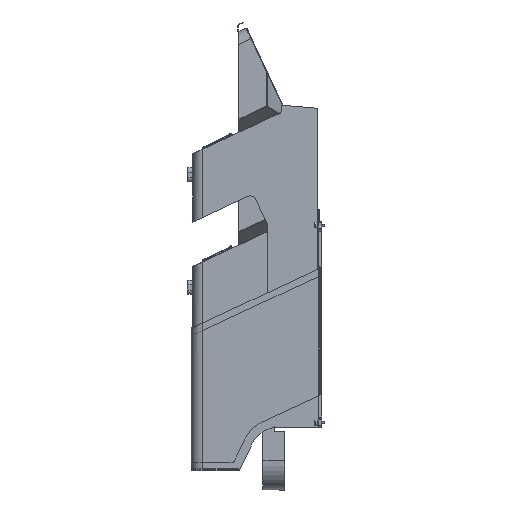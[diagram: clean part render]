
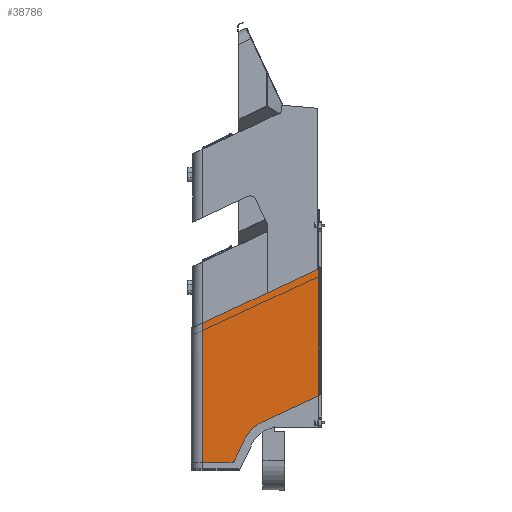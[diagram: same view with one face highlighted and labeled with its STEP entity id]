
A CAD part, left-side view. The second image highlights one B-rep face of the part: STEP entity #38786.
In plain terms, the highlighted planar face has unit normal (-1, 0, 0).
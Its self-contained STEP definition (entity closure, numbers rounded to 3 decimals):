
#32 = EDGE_CURVE ( 'NONE', #40217, #20675, #19311, .T. ) ;
#952 = VERTEX_POINT ( 'NONE', #39102 ) ;
#1740 = FACE_OUTER_BOUND ( 'NONE', #43650, .T. ) ;
#2362 = VERTEX_POINT ( 'NONE', #31734 ) ;
#2802 = ORIENTED_EDGE ( 'NONE', *, *, #31367, .F. ) ;
#3643 = ORIENTED_EDGE ( 'NONE', *, *, #10668, .F. ) ;
#4494 = CARTESIAN_POINT ( 'NONE',  ( -160., 305.297, -119.96 ) ) ;
#5373 = DIRECTION ( 'NONE',  ( -1., 0., 0. ) ) ;
#5816 = DIRECTION ( 'NONE',  ( 0., 1., 0. ) ) ;
#6091 = ORIENTED_EDGE ( 'NONE', *, *, #29311, .F. ) ;
#8530 = PLANE ( 'NONE',  #12916 ) ;
#8975 = DIRECTION ( 'NONE',  ( 0., 0., -1. ) ) ;
#10668 = EDGE_CURVE ( 'NONE', #30913, #20675, #30930, .T. ) ;
#11704 = CARTESIAN_POINT ( 'NONE',  ( -160., 267.167, -45.019 ) ) ;
#11714 = CIRCLE ( 'NONE', #14442, 5. ) ;
#11977 = VECTOR ( 'NONE', #5816, 1000. ) ;
#12547 = CARTESIAN_POINT ( 'NONE',  ( -160., 4., -99.96 ) ) ;
#12916 = AXIS2_PLACEMENT_3D ( 'NONE', #42950, #36091, #8975 ) ;
#13034 = VECTOR ( 'NONE', #34473, 1000. ) ;
#13823 = CARTESIAN_POINT ( 'NONE',  ( -160., 410., -99.96 ) ) ;
#14442 = AXIS2_PLACEMENT_3D ( 'NONE', #42638, #5373, #29125 ) ;
#15091 = ORIENTED_EDGE ( 'NONE', *, *, #32510, .T. ) ;
#15143 = CARTESIAN_POINT ( 'NONE',  ( -160., 4., 111.256 ) ) ;
#16094 = VERTEX_POINT ( 'NONE', #4494 ) ;
#16116 = LINE ( 'NONE', #43099, #11977 ) ;
#16128 = VECTOR ( 'NONE', #30597, 1000. ) ;
#16900 = LINE ( 'NONE', #13823, #16128 ) ;
#17493 = ORIENTED_EDGE ( 'NONE', *, *, #36644, .F. ) ;
#18686 = LINE ( 'NONE', #11704, #26485 ) ;
#19311 = LINE ( 'NONE', #12547, #33878 ) ;
#19327 = DIRECTION ( 'NONE',  ( 1., 0., 0. ) ) ;
#19514 = VERTEX_POINT ( 'NONE', #27423 ) ;
#20675 = VERTEX_POINT ( 'NONE', #33948 ) ;
#22264 = EDGE_CURVE ( 'NONE', #16094, #952, #11714, .T. ) ;
#22640 = DIRECTION ( 'NONE',  ( 0., 0., 1. ) ) ;
#23275 = CARTESIAN_POINT ( 'NONE',  ( -160., 267.167, -45.019 ) ) ;
#23645 = ORIENTED_EDGE ( 'NONE', *, *, #38557, .F. ) ;
#23955 = CARTESIAN_POINT ( 'NONE',  ( -160., 4., 111.256 ) ) ;
#25464 = VECTOR ( 'NONE', #41890, 1000. ) ;
#26485 = VECTOR ( 'NONE', #38600, 1000. ) ;
#27360 = CARTESIAN_POINT ( 'NONE',  ( -160., 410., 358.693 ) ) ;
#27423 = CARTESIAN_POINT ( 'NONE',  ( -160., 410., -119.96 ) ) ;
#28380 = ORIENTED_EDGE ( 'NONE', *, *, #32, .T. ) ;
#28833 = AXIS2_PLACEMENT_3D ( 'NONE', #43038, #19327, #35752 ) ;
#29125 = DIRECTION ( 'NONE',  ( 0., 0., -1. ) ) ;
#29244 = LINE ( 'NONE', #15143, #25464 ) ;
#29311 = EDGE_CURVE ( 'NONE', #16094, #19514, #16116, .T. ) ;
#29544 = CIRCLE ( 'NONE', #28833, 130. ) ;
#30597 = DIRECTION ( 'NONE',  ( 0., 0., 1. ) ) ;
#30913 = VERTEX_POINT ( 'NONE', #39983 ) ;
#30930 = LINE ( 'NONE', #27360, #13034 ) ;
#31367 = EDGE_CURVE ( 'NONE', #40217, #2362, #29244, .T. ) ;
#31734 = CARTESIAN_POINT ( 'NONE',  ( -160., 204.287, 17.86 ) ) ;
#32510 = EDGE_CURVE ( 'NONE', #39340, #2362, #29544, .T. ) ;
#33878 = VECTOR ( 'NONE', #22640, 1000. ) ;
#33948 = CARTESIAN_POINT ( 'NONE',  ( -160., 4., 548.014 ) ) ;
#34473 = DIRECTION ( 'NONE',  ( 0., -0.906, 0.423 ) ) ;
#35752 = DIRECTION ( 'NONE',  ( 0., 0., -1. ) ) ;
#36091 = DIRECTION ( 'NONE',  ( 1., 0., 0. ) ) ;
#36644 = EDGE_CURVE ( 'NONE', #39340, #952, #18686, .T. ) ;
#38557 = EDGE_CURVE ( 'NONE', #19514, #30913, #16900, .T. ) ;
#38600 = DIRECTION ( 'NONE',  ( 0., 0.423, -0.906 ) ) ;
#38786 = ADVANCED_FACE ( 'NONE', ( #1740 ), #8530, .F. ) ;
#38949 = ORIENTED_EDGE ( 'NONE', *, *, #22264, .T. ) ;
#39102 = CARTESIAN_POINT ( 'NONE',  ( -160., 300.766, -117.073 ) ) ;
#39340 = VERTEX_POINT ( 'NONE', #23275 ) ;
#39983 = CARTESIAN_POINT ( 'NONE',  ( -160., 410., 358.693 ) ) ;
#40217 = VERTEX_POINT ( 'NONE', #23955 ) ;
#41890 = DIRECTION ( 'NONE',  ( 0., 0.906, -0.423 ) ) ;
#42638 = CARTESIAN_POINT ( 'NONE',  ( -160., 305.297, -114.96 ) ) ;
#42950 = CARTESIAN_POINT ( 'NONE',  ( -160., 149.347, -99.96 ) ) ;
#43038 = CARTESIAN_POINT ( 'NONE',  ( -160., 149.347, -99.96 ) ) ;
#43099 = CARTESIAN_POINT ( 'NONE',  ( -160., 149.347, -119.96 ) ) ;
#43650 = EDGE_LOOP ( 'NONE', ( #6091, #38949, #17493, #15091, #2802, #28380, #3643, #23645 ) ) ;
